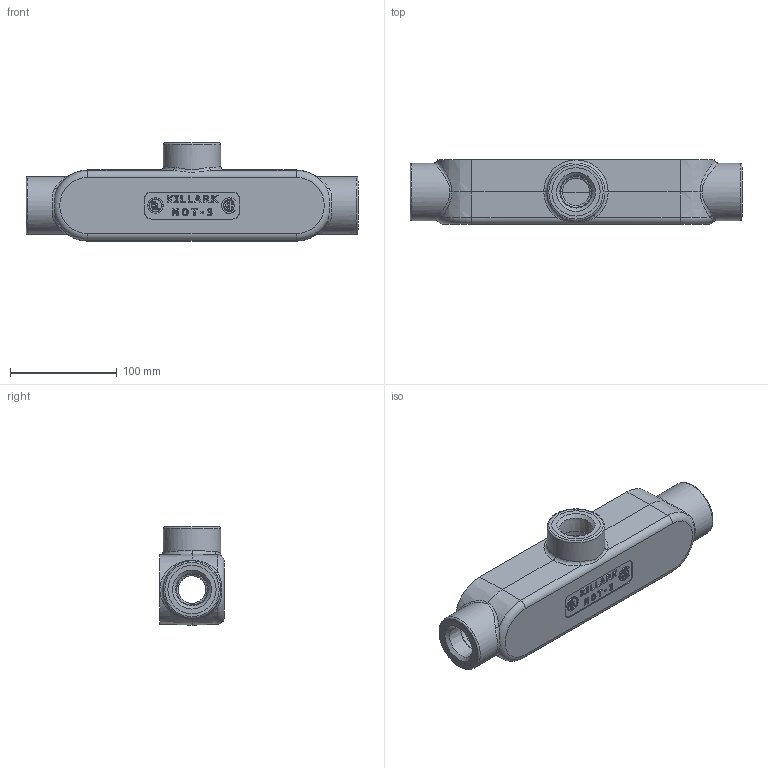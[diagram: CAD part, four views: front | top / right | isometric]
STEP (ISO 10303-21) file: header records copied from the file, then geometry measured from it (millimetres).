
FILE_DESCRIPTION(/* description */ (''),/* implementation_level */ '2;1');
FILE_NAME(/* name */ 'KIL_MOT-3.stp',/* time_stamp */ '2020-06-12T17:14:45+06:00',/* author */ ('kr'),/* organization */ (''),/* preprocessor_version */ 'ST-DEVELOPER v18',/* originating_system */ 'Autodesk Inventor 2020',/* authorisation */ '');
FILE_SCHEMA (('AUTOMOTIVE_DESIGN { 1 0 10303 214 3 1 1 }'));
Length unit declared in the file: inch
Products named in the file (1): 21293
Bounding box: 311.15 x 60.33 x 92.08 mm (x, y, z)
Volume: 361337.2 mm3; surface area: 120759.4 mm2
Topology: 1 solids, 1 shells, 530 faces, 1432 edges, 935 vertices
Faces by surface type: plane 255, bspline 174, cone 67, cylinder 21, torus 13
Full cylindrical faces by diameter (mm): 25.73 x3, 33.553 x3, 53.975 x3
Entity records: 26923 total; most frequent: CARTESIAN_POINT 14719, ORIENTED_EDGE 2864, DIRECTION 1982, EDGE_CURVE 1432, VERTEX_POINT 935, LINE 734, VECTOR 734, AXIS2_PLACEMENT_3D 624
